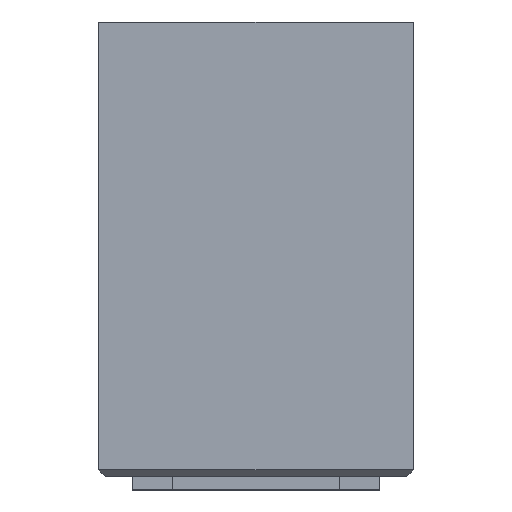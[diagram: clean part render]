
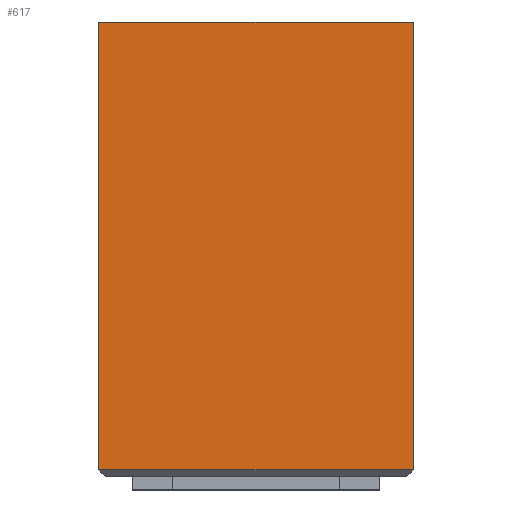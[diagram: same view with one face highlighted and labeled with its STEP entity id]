
A CAD part, top view. The second image highlights one B-rep face of the part: STEP entity #617.
In plain terms, the highlighted planar face has unit normal (0, 0, 1).
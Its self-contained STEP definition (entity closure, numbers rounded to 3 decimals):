
#49=FACE_OUTER_BOUND('',#84,.T.);
#84=EDGE_LOOP('',(#546,#547,#548,#549,#550,#551));
#110=LINE('',#870,#193);
#115=LINE('',#880,#198);
#119=LINE('',#887,#202);
#160=LINE('',#970,#243);
#164=LINE('',#978,#247);
#167=LINE('',#983,#250);
#193=VECTOR('',#706,10.);
#198=VECTOR('',#717,10.);
#202=VECTOR('',#725,10.);
#243=VECTOR('',#798,10.);
#247=VECTOR('',#806,10.);
#250=VECTOR('',#813,10.);
#270=VERTEX_POINT('',#867);
#271=VERTEX_POINT('',#869);
#272=VERTEX_POINT('',#875);
#273=VERTEX_POINT('',#879);
#300=VERTEX_POINT('',#969);
#302=VERTEX_POINT('',#977);
#328=EDGE_CURVE('',#271,#270,#110,.T.);
#333=EDGE_CURVE('',#273,#272,#115,.T.);
#337=EDGE_CURVE('',#272,#270,#119,.T.);
#378=EDGE_CURVE('',#300,#271,#160,.T.);
#382=EDGE_CURVE('',#300,#302,#164,.T.);
#385=EDGE_CURVE('',#302,#273,#167,.T.);
#546=ORIENTED_EDGE('',*,*,#385,.F.);
#547=ORIENTED_EDGE('',*,*,#382,.F.);
#548=ORIENTED_EDGE('',*,*,#378,.T.);
#549=ORIENTED_EDGE('',*,*,#328,.T.);
#550=ORIENTED_EDGE('',*,*,#337,.F.);
#551=ORIENTED_EDGE('',*,*,#333,.F.);
#584=PLANE('',#664);
#617=ADVANCED_FACE('',(#49),#584,.T.);
#664=AXIS2_PLACEMENT_3D('',#984,#814,#815);
#706=DIRECTION('',(0.,1.,0.));
#717=DIRECTION('',(0.,1.,0.));
#725=DIRECTION('',(1.,0.,0.));
#798=DIRECTION('',(0.,1.,0.));
#806=DIRECTION('',(-1.,0.,0.));
#813=DIRECTION('',(0.,1.,0.));
#814=DIRECTION('center_axis',(0.,0.,1.));
#815=DIRECTION('ref_axis',(1.,0.,0.));
#867=CARTESIAN_POINT('',(11.772,18.2,-7.));
#869=CARTESIAN_POINT('',(11.772,11.2,-7.));
#870=CARTESIAN_POINT('',(11.772,-15.3,-7.));
#875=CARTESIAN_POINT('',(-11.772,18.2,-7.));
#879=CARTESIAN_POINT('',(-11.772,11.2,-7.));
#880=CARTESIAN_POINT('',(-11.772,-15.3,-7.));
#887=CARTESIAN_POINT('',(11.772,18.2,-7.));
#969=CARTESIAN_POINT('',(11.772,-15.3,-7.));
#970=CARTESIAN_POINT('',(11.772,-15.3,-7.));
#977=CARTESIAN_POINT('',(-11.772,-15.3,-7.));
#978=CARTESIAN_POINT('',(11.772,-15.3,-7.));
#983=CARTESIAN_POINT('',(-11.772,-15.3,-7.));
#984=CARTESIAN_POINT('Origin',(-11.772,-15.3,-7.));
